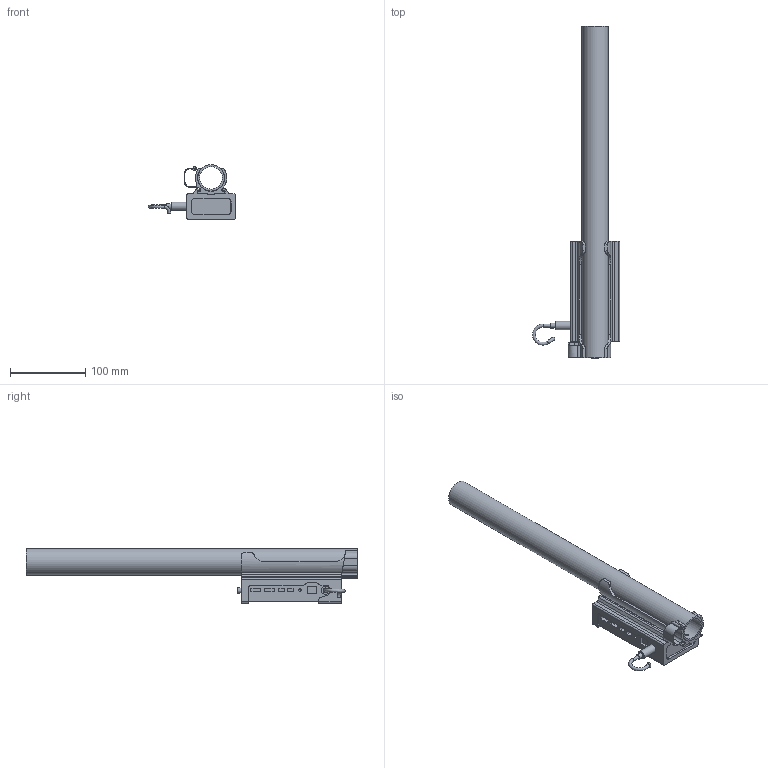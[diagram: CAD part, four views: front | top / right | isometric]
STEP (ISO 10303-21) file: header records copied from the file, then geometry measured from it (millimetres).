
FILE_DESCRIPTION(/* description */ (''),/* implementation_level */ '2;1');
FILE_NAME(/* name */ 'SUPPORT DOCK v17.step',/* time_stamp */ '2020-05-12T00:26:52+02:00',/* author */ (''),/* organization */ (''),/* preprocessor_version */ 'ST-DEVELOPER v18.1',/* originating_system */ 'Autodesk Translation Framework v9.2.0.1227',/* authorisation */ '');
FILE_SCHEMA (('AUTOMOTIVE_DESIGN { 1 0 10303 214 3 1 1 }'));
Length unit declared in the file: millimetre
Products named in the file (2): SUPPORT DOCK; DOCK SURFACE- - Copie
Assembly tree (1 placements, depth 2):
  SUPPORT DOCK
    DOCK SURFACE- - Copie
Bounding box: 115.51 x 440 x 72.5 mm (x, y, z)
Volume: 410194.1 mm3; surface area: 180257.1 mm2
Topology: 4 solids, 5 shells, 246 faces, 670 edges, 447 vertices
Faces by surface type: plane 127, cylinder 113, bspline 4, torus 2
Full cylindrical faces by diameter (mm): 3.3 x1, 3.332 x12, 4 x1, 4.109 x10, 6.5 x1, 7 x1, 8 x1, 11 x1, 30 x1, 35 x1
Entity records: 9611 total; most frequent: CARTESIAN_POINT 3297, ORIENTED_EDGE 1340, DIRECTION 1237, EDGE_CURVE 670, VERTEX_POINT 447, LINE 413, VECTOR 413, AXIS2_PLACEMENT_3D 412
